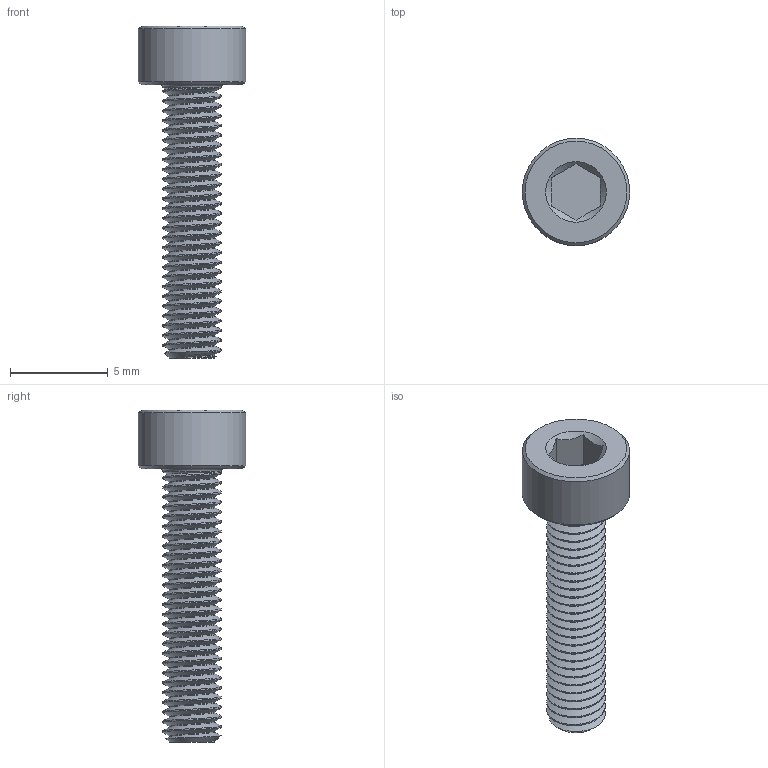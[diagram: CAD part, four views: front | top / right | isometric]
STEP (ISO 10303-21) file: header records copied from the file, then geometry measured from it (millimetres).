
FILE_DESCRIPTION(/* description */ (''),/* implementation_level */ '2;1');
FILE_NAME(/* name */ 'M3 14mm_v1.step',/* time_stamp */ '2024-02-15T15:43:25-05:00',/* author */ (''),/* organization */ (''),/* preprocessor_version */ 'ST-DEVELOPER v20',/* originating_system */ 'Autodesk Translation Framework v12.20.1.177',/* authorisation */ '');
FILE_SCHEMA (('AUTOMOTIVE_DESIGN { 1 0 10303 214 3 1 1 }'));
Length unit declared in the file: millimetre
Products named in the file (1): M3 14mm
Bounding box: 5.5 x 5.5 x 17 mm (x, y, z)
Volume: 139.3 mm3; surface area: 314.1 mm2
Topology: 1 solids, 1 shells, 77 faces, 213 edges, 140 vertices
Faces by surface type: cylinder 58, plane 10, cone 6, bspline 2, torus 1
Full cylindrical faces by diameter (mm): 2.35 x27, 3 x26, 5.5 x1
Entity records: 6191 total; most frequent: CARTESIAN_POINT 4487, ORIENTED_EDGE 426, DIRECTION 257, EDGE_CURVE 213, VERTEX_POINT 140, AXIS2_PLACEMENT_3D 92, EDGE_LOOP 79, FACE_OUTER_BOUND 77
